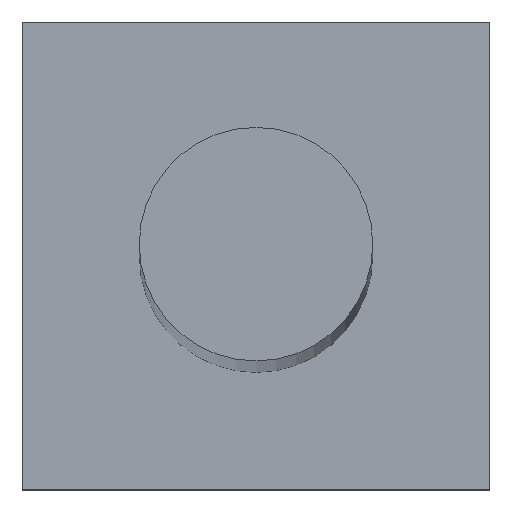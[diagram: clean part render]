
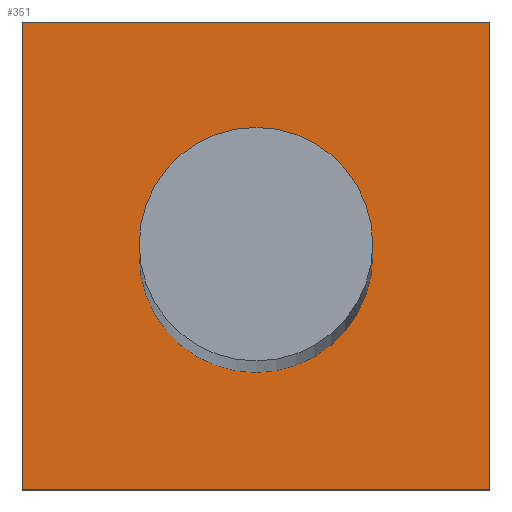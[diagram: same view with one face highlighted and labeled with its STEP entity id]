
A CAD part, top view. The second image highlights one B-rep face of the part: STEP entity #351.
In plain terms, the highlighted planar face has unit normal (0, 0, 1).
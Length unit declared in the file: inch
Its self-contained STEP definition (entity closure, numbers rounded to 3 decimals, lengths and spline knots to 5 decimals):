
#9 = EDGE_CURVE ( 'NONE', #238, #27, #91, .T. ) ;
#14 = VECTOR ( 'NONE', #370, 39.37008 ) ;
#27 = VERTEX_POINT ( 'NONE', #270 ) ;
#28 = CARTESIAN_POINT ( 'NONE',  ( 0., 0., 0. ) ) ;
#29 = EDGE_LOOP ( 'NONE', ( #107, #377, #49, #93 ) ) ;
#32 = CARTESIAN_POINT ( 'NONE',  ( 0.25, -0.25, 0. ) ) ;
#35 = ORIENTED_EDGE ( 'NONE', *, *, #192, .F. ) ;
#41 = FACE_BOUND ( 'NONE', #126, .T. ) ;
#49 = ORIENTED_EDGE ( 'NONE', *, *, #394, .F. ) ;
#65 = CARTESIAN_POINT ( 'NONE',  ( 0., 0., 0. ) ) ;
#66 = VECTOR ( 'NONE', #180, 39.37008 ) ;
#68 = CARTESIAN_POINT ( 'NONE',  ( 0.25, -0.25, 0. ) ) ;
#70 = DIRECTION ( 'NONE',  ( 1., 0., 0. ) ) ;
#71 = EDGE_CURVE ( 'NONE', #27, #375, #218, .T. ) ;
#80 = VERTEX_POINT ( 'NONE', #121 ) ;
#82 = CIRCLE ( 'NONE', #130, 0.125 ) ;
#87 = DIRECTION ( 'NONE',  ( -1., 0., 0. ) ) ;
#91 = LINE ( 'NONE', #388, #175 ) ;
#92 = DIRECTION ( 'NONE',  ( 0., 0., 1. ) ) ;
#93 = ORIENTED_EDGE ( 'NONE', *, *, #119, .F. ) ;
#97 = DIRECTION ( 'NONE',  ( 1., 0., 0. ) ) ;
#102 = ORIENTED_EDGE ( 'NONE', *, *, #188, .F. ) ;
#103 = CARTESIAN_POINT ( 'NONE',  ( 0.25, 0.25, 0. ) ) ;
#107 = ORIENTED_EDGE ( 'NONE', *, *, #71, .F. ) ;
#119 = EDGE_CURVE ( 'NONE', #375, #154, #296, .T. ) ;
#121 = CARTESIAN_POINT ( 'NONE',  ( -0.125, 0., 0. ) ) ;
#126 = EDGE_LOOP ( 'NONE', ( #102, #35 ) ) ;
#130 = AXIS2_PLACEMENT_3D ( 'NONE', #28, #393, #164 ) ;
#154 = VERTEX_POINT ( 'NONE', #103 ) ;
#164 = DIRECTION ( 'NONE',  ( 1., 0., 0. ) ) ;
#175 = VECTOR ( 'NONE', #87, 39.37008 ) ;
#180 = DIRECTION ( 'NONE',  ( 0., 1., 0. ) ) ;
#187 = DIRECTION ( 'NONE',  ( 0., 0., 1. ) ) ;
#188 = EDGE_CURVE ( 'NONE', #80, #339, #321, .T. ) ;
#192 = EDGE_CURVE ( 'NONE', #339, #80, #82, .T. ) ;
#209 = CARTESIAN_POINT ( 'NONE',  ( -0.25, -0.25, 0. ) ) ;
#211 = CARTESIAN_POINT ( 'NONE',  ( 0.25, 0.25, 0. ) ) ;
#218 = LINE ( 'NONE', #209, #66 ) ;
#222 = FACE_OUTER_BOUND ( 'NONE', #29, .T. ) ;
#232 = VECTOR ( 'NONE', #97, 39.37008 ) ;
#238 = VERTEX_POINT ( 'NONE', #32 ) ;
#250 = AXIS2_PLACEMENT_3D ( 'NONE', #65, #187, #304 ) ;
#270 = CARTESIAN_POINT ( 'NONE',  ( -0.25, -0.25, 0. ) ) ;
#296 = LINE ( 'NONE', #211, #232 ) ;
#304 = DIRECTION ( 'NONE',  ( 1., 0., 0. ) ) ;
#310 = PLANE ( 'NONE',  #250 ) ;
#313 = CARTESIAN_POINT ( 'NONE',  ( -0.25, 0.25, 0. ) ) ;
#321 = CIRCLE ( 'NONE', #382, 0.125 ) ;
#339 = VERTEX_POINT ( 'NONE', #367 ) ;
#351 = ADVANCED_FACE ( 'NONE', ( #41, #222 ), #310, .T. ) ;
#367 = CARTESIAN_POINT ( 'NONE',  ( 0.125, 0., 0. ) ) ;
#369 = CARTESIAN_POINT ( 'NONE',  ( 0., 0., 0. ) ) ;
#370 = DIRECTION ( 'NONE',  ( 0., -1., 0. ) ) ;
#375 = VERTEX_POINT ( 'NONE', #313 ) ;
#377 = ORIENTED_EDGE ( 'NONE', *, *, #9, .F. ) ;
#382 = AXIS2_PLACEMENT_3D ( 'NONE', #369, #92, #70 ) ;
#388 = CARTESIAN_POINT ( 'NONE',  ( 0.25, -0.25, 0. ) ) ;
#392 = LINE ( 'NONE', #68, #14 ) ;
#393 = DIRECTION ( 'NONE',  ( 0., 0., 1. ) ) ;
#394 = EDGE_CURVE ( 'NONE', #154, #238, #392, .T. ) ;
